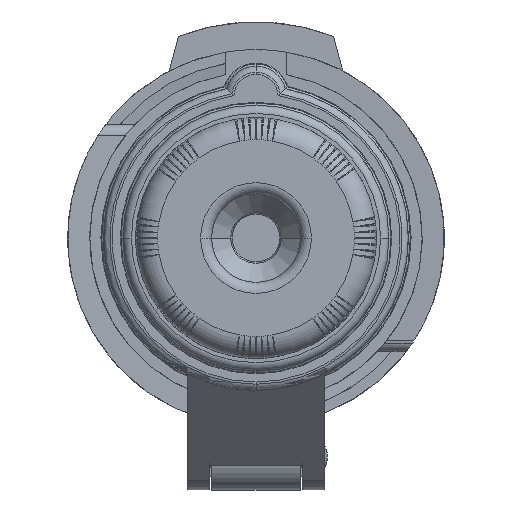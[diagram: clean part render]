
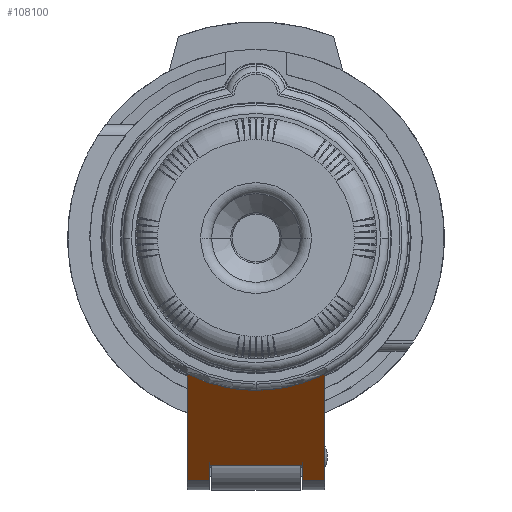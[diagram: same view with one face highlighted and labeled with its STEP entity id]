
A CAD part, front view. The second image highlights one B-rep face of the part: STEP entity #108100.
In plain terms, the highlighted face is planar.
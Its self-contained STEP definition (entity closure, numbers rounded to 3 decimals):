
#97150=CARTESIAN_POINT('',(285.4,-30.35,
60.086));
#97160=VERTEX_POINT('',#97150);
#97190=CARTESIAN_POINT('',(285.4,5.501,0.));
#97200=DIRECTION('',(0.,0.512,-0.859));
#97210=VECTOR('',#97200,1.);
#97220=LINE('',#97190,#97210);
#97230=CARTESIAN_POINT('',(285.4,-16.191,
36.355));
#97240=VERTEX_POINT('',#97230);
#97250=EDGE_CURVE('',#97160,#97240,#97220,.T.);
#99710=CARTESIAN_POINT('',(260.6,5.501,0.));
#99720=DIRECTION('',(0.,0.512,-0.859));
#99730=VECTOR('',#99720,1.);
#99740=LINE('',#99710,#99730);
#99750=CARTESIAN_POINT('',(260.6,-30.35,
60.086));
#99760=VERTEX_POINT('',#99750);
#99770=CARTESIAN_POINT('',(260.6,-16.191,
36.355));
#99780=VERTEX_POINT('',#99770);
#99790=EDGE_CURVE('',#99760,#99780,#99740,.T.);
#101450=CARTESIAN_POINT('',(258.12,-30.35,
60.086));
#101460=DIRECTION('',(1.,0.,0.));
#101470=VECTOR('',#101460,1.);
#101480=LINE('',#101450,#101470);
#101490=CARTESIAN_POINT('',(264.6,-30.35,
60.086));
#101500=VERTEX_POINT('',#101490);
#101510=EDGE_CURVE('',#99760,#101500,#101480,.T.);
#102040=CARTESIAN_POINT('',(281.4,-28.336,
56.71));
#102050=VERTEX_POINT('',#102040);
#102080=CARTESIAN_POINT('',(281.4,5.501,
0.));
#102090=DIRECTION('',(0.,0.512,-0.859));
#102100=VECTOR('',#102090,1.);
#102110=LINE('',#102080,#102100);
#102120=CARTESIAN_POINT('',(281.4,-30.35,
60.086));
#102130=VERTEX_POINT('',#102120);
#102140=EDGE_CURVE('',#102130,#102050,#102110,.T.);
#102470=CARTESIAN_POINT('',(264.6,-28.336,
56.71));
#102480=VERTEX_POINT('',#102470);
#102510=CARTESIAN_POINT('',(0.,-28.336,56.71));
#102520=DIRECTION('',(1.,0.,0.));
#102530=VECTOR('',#102520,1.);
#102540=LINE('',#102510,#102530);
#102550=EDGE_CURVE('',#102480,#102050,#102540,.T.);
#104790=EDGE_CURVE('',#102130,#97160,#101480,.T.);
#107730=CARTESIAN_POINT('',(273.,1.857,
6.107));
#107740=DIRECTION('',(0.,0.859,0.512));
#107750=DIRECTION('',(0.,0.512,-0.859));
#107760=AXIS2_PLACEMENT_3D('',#107730,#107740,#107750);
#107770=ELLIPSE('',#107760,39.462,27.5);
#107780=EDGE_CURVE('',#99780,#97240,#107770,.T.);
#107900=CARTESIAN_POINT('',(285.4,-17.138,
37.942));
#107910=DIRECTION('',(0.,0.859,0.512));
#107920=DIRECTION('',(0.,0.512,-0.859));
#107930=AXIS2_PLACEMENT_3D('',#107900,#107910,#107920);
#107940=PLANE('',#107930);
#107950=ORIENTED_EDGE('',*,*,#107780,.F.);
#107960=ORIENTED_EDGE('',*,*,#97250,.T.);
#107970=ORIENTED_EDGE('',*,*,#104790,.T.);
#107980=ORIENTED_EDGE('',*,*,#102140,.F.);
#107990=ORIENTED_EDGE('',*,*,#102550,.T.);
#108000=CARTESIAN_POINT('',(264.6,5.501,
0.));
#108010=DIRECTION('',(0.,0.512,-0.859));
#108020=VECTOR('',#108010,1.);
#108030=LINE('',#108000,#108020);
#108040=EDGE_CURVE('',#101500,#102480,#108030,.T.);
#108050=ORIENTED_EDGE('',*,*,#108040,.T.);
#108060=ORIENTED_EDGE('',*,*,#101510,.T.);
#108070=ORIENTED_EDGE('',*,*,#99790,.F.);
#108080=EDGE_LOOP('',(#108070,#108060,#108050,#107990,#107980,#107970,
#107960,#107950));
#108090=FACE_OUTER_BOUND('',#108080,.T.);
#108100=ADVANCED_FACE('',(#108090),#107940,.T.);
